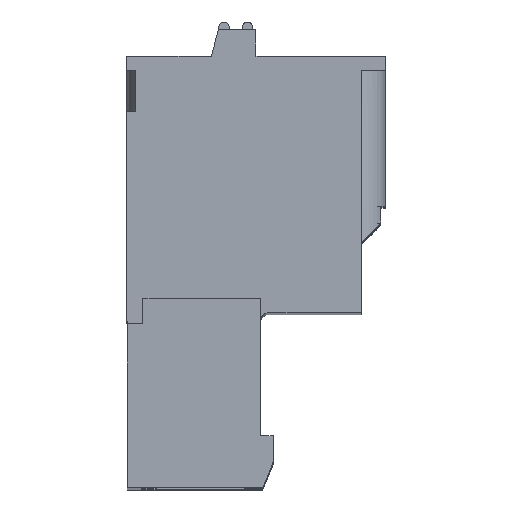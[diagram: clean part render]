
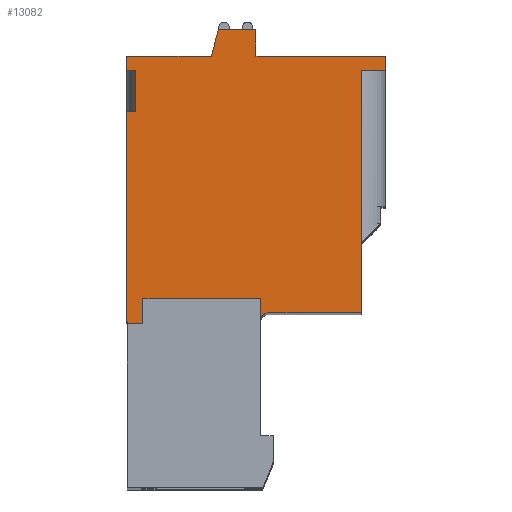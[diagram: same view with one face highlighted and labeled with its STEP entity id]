
A CAD part, top view. The second image highlights one B-rep face of the part: STEP entity #13082.
In plain terms, the highlighted planar face has unit normal (0, 0, 1).
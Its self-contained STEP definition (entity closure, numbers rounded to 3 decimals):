
#642=DIRECTION('',(0.,1.,0.));
#643=VECTOR('',#642,1.3);
#644=CARTESIAN_POINT('',(3.741,-4.022,2.5));
#645=LINE('',#644,#643);
#646=DIRECTION('',(-1.,0.,0.));
#647=VECTOR('',#646,6.8);
#648=CARTESIAN_POINT('',(3.741,-2.722,2.5));
#649=LINE('',#648,#647);
#650=DIRECTION('',(0.,-1.,0.));
#651=VECTOR('',#650,1.45);
#652=CARTESIAN_POINT('',(-3.059,-2.722,2.5));
#653=LINE('',#652,#651);
#654=DIRECTION('',(-1.,0.,0.));
#655=VECTOR('',#654,0.9);
#656=CARTESIAN_POINT('',(-3.059,-4.172,2.5));
#657=LINE('',#656,#655);
#658=DIRECTION('',(0.,-1.,0.));
#659=VECTOR('',#658,0.15);
#660=CARTESIAN_POINT('',(-3.959,-4.022,2.5));
#661=LINE('',#660,#659);
#662=DIRECTION('',(1.,0.,0.));
#663=VECTOR('',#662,0.05);
#664=CARTESIAN_POINT('',(-4.009,-4.022,2.5));
#665=LINE('',#664,#663);
#666=DIRECTION('',(0.,-1.,0.));
#667=VECTOR('',#666,12.15);
#668=CARTESIAN_POINT('',(-4.009,8.128,2.5));
#669=LINE('',#668,#667);
#670=DIRECTION('',(1.,0.,0.));
#671=VECTOR('',#670,0.5);
#672=CARTESIAN_POINT('',(-4.009,8.128,2.5));
#673=LINE('',#672,#671);
#674=DIRECTION('',(0.,-1.,0.));
#675=VECTOR('',#674,2.4);
#676=CARTESIAN_POINT('',(-3.509,10.528,2.5));
#677=LINE('',#676,#675);
#678=DIRECTION('',(1.,0.,0.));
#679=VECTOR('',#678,0.5);
#680=CARTESIAN_POINT('',(-4.009,10.528,2.5));
#681=LINE('',#680,#679);
#682=DIRECTION('',(0.,-1.,0.));
#683=VECTOR('',#682,0.8);
#684=CARTESIAN_POINT('',(-4.009,11.328,2.5));
#685=LINE('',#684,#683);
#686=DIRECTION('',(-1.,0.,0.));
#687=VECTOR('',#686,4.907);
#688=CARTESIAN_POINT('',(0.898,11.328,2.5));
#689=LINE('',#688,#687);
#690=DIRECTION('',(-0.259,-0.966,0.));
#691=VECTOR('',#690,1.605);
#692=CARTESIAN_POINT('',(1.313,12.878,2.5));
#693=LINE('',#692,#691);
#694=DIRECTION('',(-1.,0.,0.));
#695=VECTOR('',#694,2.178);
#696=CARTESIAN_POINT('',(3.491,12.878,2.5));
#697=LINE('',#696,#695);
#698=DIRECTION('',(0.,1.,0.));
#699=VECTOR('',#698,1.55);
#700=CARTESIAN_POINT('',(3.491,11.328,2.5));
#701=LINE('',#700,#699);
#702=DIRECTION('',(-1.,0.,0.));
#703=VECTOR('',#702,7.5);
#704=CARTESIAN_POINT('',(10.991,11.328,2.5));
#705=LINE('',#704,#703);
#706=DIRECTION('',(0.,1.,0.));
#707=VECTOR('',#706,0.8);
#708=CARTESIAN_POINT('',(10.991,10.528,2.5));
#709=LINE('',#708,#707);
#710=DIRECTION('',(-1.,0.,0.));
#711=VECTOR('',#710,1.4);
#712=CARTESIAN_POINT('',(10.991,10.528,2.5));
#713=LINE('',#712,#711);
#714=DIRECTION('',(1.,0.,0.));
#715=VECTOR('',#714,5.35);
#716=CARTESIAN_POINT('',(4.241,-3.522,2.5));
#717=LINE('',#716,#715);
#718=CARTESIAN_POINT('',(4.241,-4.022,2.5));
#719=DIRECTION('',(0.,0.,-1.));
#720=DIRECTION('',(-1.,0.,0.));
#721=AXIS2_PLACEMENT_3D('',#718,#719,#720);
#3162=DIRECTION('',(0.,1.,0.));
#3163=VECTOR('',#3162,14.05);
#3164=CARTESIAN_POINT('',(9.591,-3.522,2.5));
#3165=LINE('',#3164,#3163);
#9605=CARTESIAN_POINT('',(-4.009,-4.022,2.5));
#9606=CARTESIAN_POINT('',(-3.959,-4.022,2.5));
#9607=VERTEX_POINT('',#9605);
#9608=VERTEX_POINT('',#9606);
#9609=CARTESIAN_POINT('',(4.241,-3.522,2.5));
#9610=CARTESIAN_POINT('',(9.591,-3.522,2.5));
#9611=VERTEX_POINT('',#9609);
#9612=VERTEX_POINT('',#9610);
#9613=CARTESIAN_POINT('',(10.991,11.328,2.5));
#9614=CARTESIAN_POINT('',(3.491,11.328,2.5));
#9615=VERTEX_POINT('',#9613);
#9616=VERTEX_POINT('',#9614);
#9617=CARTESIAN_POINT('',(3.491,12.878,2.5));
#9618=VERTEX_POINT('',#9617);
#9619=CARTESIAN_POINT('',(1.313,12.878,2.5));
#9620=VERTEX_POINT('',#9619);
#9621=CARTESIAN_POINT('',(0.898,11.328,2.5));
#9622=VERTEX_POINT('',#9621);
#9623=CARTESIAN_POINT('',(-4.009,11.328,2.5));
#9624=VERTEX_POINT('',#9623);
#9629=CARTESIAN_POINT('',(10.991,10.528,2.5));
#9630=CARTESIAN_POINT('',(9.591,10.528,2.5));
#9631=VERTEX_POINT('',#9629);
#9632=VERTEX_POINT('',#9630);
#9747=CARTESIAN_POINT('',(3.741,-4.022,2.5));
#9748=CARTESIAN_POINT('',(3.741,-2.722,2.5));
#9749=VERTEX_POINT('',#9747);
#9750=VERTEX_POINT('',#9748);
#9751=CARTESIAN_POINT('',(-3.059,-2.722,2.5));
#9752=VERTEX_POINT('',#9751);
#9753=CARTESIAN_POINT('',(-3.059,-4.172,2.5));
#9754=VERTEX_POINT('',#9753);
#9755=CARTESIAN_POINT('',(-3.959,-4.172,2.5));
#9756=VERTEX_POINT('',#9755);
#9761=CARTESIAN_POINT('',(-4.009,10.528,2.5));
#9762=CARTESIAN_POINT('',(-3.509,10.528,2.5));
#9763=VERTEX_POINT('',#9761);
#9764=VERTEX_POINT('',#9762);
#9765=CARTESIAN_POINT('',(-4.009,8.128,2.5));
#9766=CARTESIAN_POINT('',(-3.509,8.128,2.5));
#9767=VERTEX_POINT('',#9765);
#9768=VERTEX_POINT('',#9766);
#13036=CARTESIAN_POINT('',(0.,0.,2.5));
#13037=DIRECTION('',(0.,0.,1.));
#13038=DIRECTION('',(1.,0.,0.));
#13039=AXIS2_PLACEMENT_3D('',#13036,#13037,#13038);
#13040=PLANE('',#13039);
#13041=ORIENTED_EDGE('',*,*,#13017,.T.);
#13043=ORIENTED_EDGE('',*,*,#13042,.T.);
#13045=ORIENTED_EDGE('',*,*,#13044,.T.);
#13047=ORIENTED_EDGE('',*,*,#13046,.T.);
#13048=ORIENTED_EDGE('',*,*,#12498,.F.);
#13050=ORIENTED_EDGE('',*,*,#13049,.F.);
#13052=ORIENTED_EDGE('',*,*,#13051,.F.);
#13054=ORIENTED_EDGE('',*,*,#13053,.T.);
#13056=ORIENTED_EDGE('',*,*,#13055,.F.);
#13058=ORIENTED_EDGE('',*,*,#13057,.F.);
#13060=ORIENTED_EDGE('',*,*,#13059,.F.);
#13062=ORIENTED_EDGE('',*,*,#13061,.F.);
#13064=ORIENTED_EDGE('',*,*,#13063,.F.);
#13066=ORIENTED_EDGE('',*,*,#13065,.F.);
#13068=ORIENTED_EDGE('',*,*,#13067,.F.);
#13070=ORIENTED_EDGE('',*,*,#13069,.F.);
#13072=ORIENTED_EDGE('',*,*,#13071,.F.);
#13074=ORIENTED_EDGE('',*,*,#13073,.T.);
#13076=ORIENTED_EDGE('',*,*,#13075,.F.);
#13078=ORIENTED_EDGE('',*,*,#13077,.F.);
#13079=ORIENTED_EDGE('',*,*,#13029,.F.);
#13080=EDGE_LOOP('',(#13041,#13043,#13045,#13047,#13048,#13050,#13052,#13054,
#13056,#13058,#13060,#13062,#13064,#13066,#13068,#13070,#13072,#13074,#13076,
#13078,#13079));
#13081=FACE_OUTER_BOUND('',#13080,.F.);
#722=CIRCLE('',#721,0.5);
#12498=EDGE_CURVE('',#9608,#9756,#661,.T.);
#13017=EDGE_CURVE('',#9749,#9750,#645,.T.);
#13029=EDGE_CURVE('',#9749,#9611,#722,.T.);
#13042=EDGE_CURVE('',#9750,#9752,#649,.T.);
#13044=EDGE_CURVE('',#9752,#9754,#653,.T.);
#13046=EDGE_CURVE('',#9754,#9756,#657,.T.);
#13049=EDGE_CURVE('',#9607,#9608,#665,.T.);
#13051=EDGE_CURVE('',#9767,#9607,#669,.T.);
#13053=EDGE_CURVE('',#9767,#9768,#673,.T.);
#13055=EDGE_CURVE('',#9764,#9768,#677,.T.);
#13057=EDGE_CURVE('',#9763,#9764,#681,.T.);
#13059=EDGE_CURVE('',#9624,#9763,#685,.T.);
#13061=EDGE_CURVE('',#9622,#9624,#689,.T.);
#13063=EDGE_CURVE('',#9620,#9622,#693,.T.);
#13065=EDGE_CURVE('',#9618,#9620,#697,.T.);
#13067=EDGE_CURVE('',#9616,#9618,#701,.T.);
#13069=EDGE_CURVE('',#9615,#9616,#705,.T.);
#13071=EDGE_CURVE('',#9631,#9615,#709,.T.);
#13073=EDGE_CURVE('',#9631,#9632,#713,.T.);
#13075=EDGE_CURVE('',#9612,#9632,#3165,.T.);
#13077=EDGE_CURVE('',#9611,#9612,#717,.T.);
#13082=ADVANCED_FACE('',(#13081),#13040,.T.);
